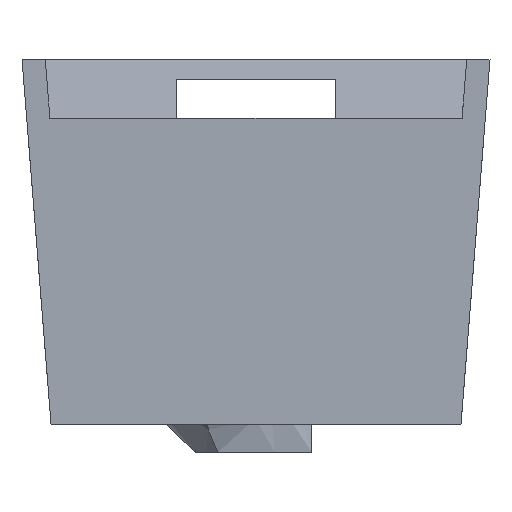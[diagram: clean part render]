
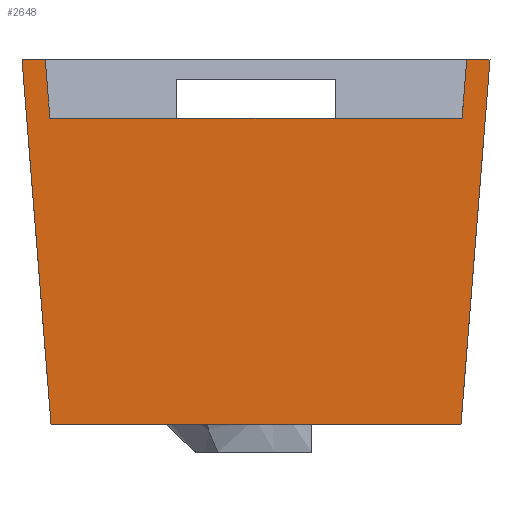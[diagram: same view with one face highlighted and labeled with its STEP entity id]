
A CAD part, front view. The second image highlights one B-rep face of the part: STEP entity #2648.
In plain terms, the highlighted planar face has unit normal (0, -1, 0).
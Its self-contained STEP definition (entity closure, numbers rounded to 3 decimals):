
#170=PLANE('',#2873);
#297=FACE_OUTER_BOUND('',#459,.T.);
#459=EDGE_LOOP('',(#2450,#2451,#2452,#2453,#2454,#2455,#2456,#2457));
#519=LINE('',#3691,#801);
#642=LINE('',#4260,#924);
#650=LINE('',#4274,#932);
#654=LINE('',#4283,#936);
#659=LINE('',#4291,#941);
#664=LINE('',#4301,#946);
#681=LINE('',#4333,#963);
#745=LINE('',#4587,#1027);
#801=VECTOR('',#2967,10.);
#924=VECTOR('',#3274,10.);
#932=VECTOR('',#3282,10.);
#936=VECTOR('',#3288,10.);
#941=VECTOR('',#3295,10.);
#946=VECTOR('',#3302,10.);
#963=VECTOR('',#3329,10.);
#1027=VECTOR('',#3553,10.);
#1147=VERTEX_POINT('',#3688);
#1148=VERTEX_POINT('',#3690);
#1268=VERTEX_POINT('',#4258);
#1273=VERTEX_POINT('',#4271);
#1274=VERTEX_POINT('',#4273);
#1277=VERTEX_POINT('',#4280);
#1278=VERTEX_POINT('',#4282);
#1294=VERTEX_POINT('',#4331);
#1407=EDGE_CURVE('',#1148,#1147,#519,.T.);
#1582=EDGE_CURVE('',#1147,#1268,#642,.T.);
#1590=EDGE_CURVE('',#1274,#1273,#650,.T.);
#1594=EDGE_CURVE('',#1278,#1277,#654,.T.);
#1599=EDGE_CURVE('',#1277,#1274,#659,.T.);
#1604=EDGE_CURVE('',#1268,#1278,#664,.T.);
#1621=EDGE_CURVE('',#1273,#1294,#681,.T.);
#1723=EDGE_CURVE('',#1148,#1294,#745,.T.);
#2450=ORIENTED_EDGE('',*,*,#1594,.T.);
#2451=ORIENTED_EDGE('',*,*,#1599,.T.);
#2452=ORIENTED_EDGE('',*,*,#1590,.T.);
#2453=ORIENTED_EDGE('',*,*,#1621,.T.);
#2454=ORIENTED_EDGE('',*,*,#1723,.F.);
#2455=ORIENTED_EDGE('',*,*,#1407,.T.);
#2456=ORIENTED_EDGE('',*,*,#1582,.T.);
#2457=ORIENTED_EDGE('',*,*,#1604,.T.);
#2648=ADVANCED_FACE('',(#297),#170,.T.);
#2873=AXIS2_PLACEMENT_3D('',#4586,#3551,#3552);
#2967=DIRECTION('',(0.079,0.,0.997));
#3274=DIRECTION('',(-1.,0.,0.));
#3282=DIRECTION('',(-1.,0.,0.));
#3288=DIRECTION('',(-1.,0.,0.));
#3295=DIRECTION('',(-0.079,0.,0.997));
#3302=DIRECTION('',(-0.079,0.,-0.997));
#3329=DIRECTION('',(0.079,0.,-0.997));
#3551=DIRECTION('center_axis',(0.,-1.,0.));
#3552=DIRECTION('ref_axis',(1.,0.,0.));
#3553=DIRECTION('',(-1.,0.,0.));
#3688=CARTESIAN_POINT('',(32.2,-28.2,50.266));
#3690=CARTESIAN_POINT('',(28.2,-28.2,0.));
#3691=CARTESIAN_POINT('',(28.2,-28.2,0.));
#4258=CARTESIAN_POINT('',(29.,-28.2,50.266));
#4260=CARTESIAN_POINT('',(32.2,-28.2,50.266));
#4271=CARTESIAN_POINT('',(-32.2,-28.2,50.266));
#4273=CARTESIAN_POINT('',(-29.,-28.2,50.266));
#4274=CARTESIAN_POINT('',(-14.1,-28.2,50.266));
#4280=CARTESIAN_POINT('',(-28.358,-28.2,42.2));
#4282=CARTESIAN_POINT('',(28.358,-28.2,42.2));
#4283=CARTESIAN_POINT('',(71.8,-28.2,42.2));
#4291=CARTESIAN_POINT('',(-25.137,-28.2,1.727));
#4301=CARTESIAN_POINT('',(26.833,-28.2,23.029));
#4331=CARTESIAN_POINT('',(-28.2,-28.2,0.));
#4333=CARTESIAN_POINT('',(-32.2,-28.2,50.266));
#4586=CARTESIAN_POINT('Origin',(-28.2,-28.2,0.));
#4587=CARTESIAN_POINT('',(28.2,-28.2,0.));
